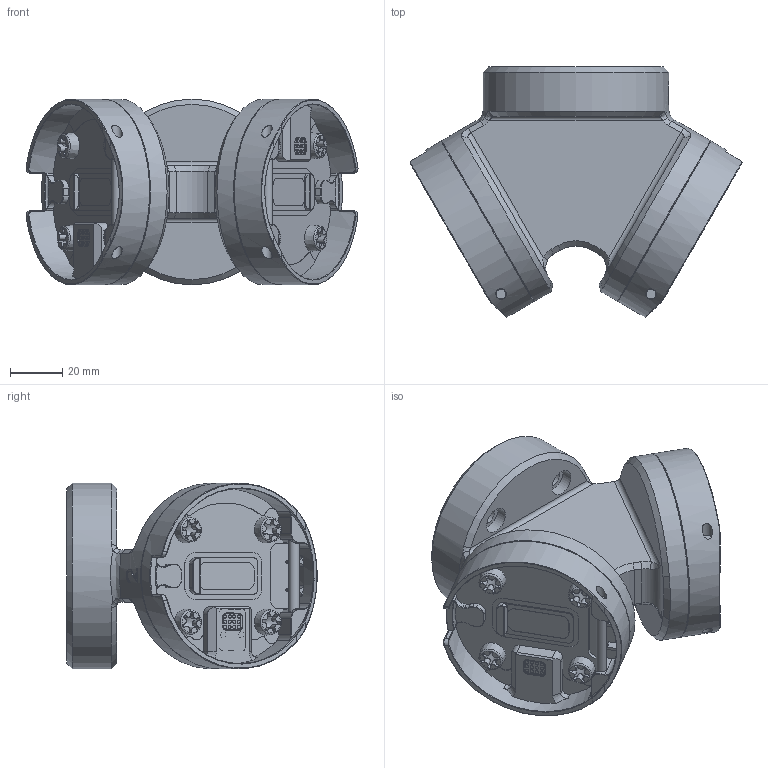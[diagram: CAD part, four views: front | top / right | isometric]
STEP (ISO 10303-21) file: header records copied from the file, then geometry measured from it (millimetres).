
FILE_DESCRIPTION (( 'STEP AP214' ), '1' );
FILE_NAME ('Dual eQC.STEP', '2019-08-06T07:08:27', ( '' ), ( '' ), 'SwSTEP 2.0', 'SolidWorks 2019', '' );
FILE_SCHEMA (( 'AUTOMOTIVE_DESIGN' ));
Length unit declared in the file: millimetre
Products named in the file (11): 101396; 102691; Dual eQC; 102693; 102689; 101827; 100022; 101831; 100152; 101836; 100056
Assembly tree (23 placements, depth 2):
  Dual eQC
    102691  x2
    102693
    101827
    100152  x4
    101831
    101836
    100022  x2
    100056  x8
    101396
    102689  x2
Bounding box: 126.99 x 95.7 x 71 mm (x, y, z)
Volume: 231617.7 mm3; surface area: 82230.1 mm2
Topology: 23 solids, 23 shells, 1251 faces, 3128 edges, 1997 vertices
Faces by surface type: cylinder 536, plane 437, cone 186, bspline 57, torus 35
Full cylindrical faces by diameter (mm): 0.6 x6, 0.7 x8, 1.3 x24, 2.459 x4, 2.5 x8, 3 x4, 3.5 x4, 3.97 x2, 4 x6, 4.03 x2, 4.2 x4, 5 x8, 5.096 x4, 6 x17, 6.3 x8, 6.8 x4, 7 x1, 8 x1, 8.1 x1, 9.7 x1, 9.8 x2, 10.2 x4, 11.3 x1, 63 x1, 69 x4, 71 x5
Entity records: 26641 total; most frequent: CARTESIAN_POINT 9691, DIRECTION 3370, ORIENTED_EDGE 3100, EDGE_CURVE 1550, AXIS2_PLACEMENT_3D 1331, VERTEX_POINT 1065, EDGE_LOOP 951, FACE_OUTER_BOUND 803
